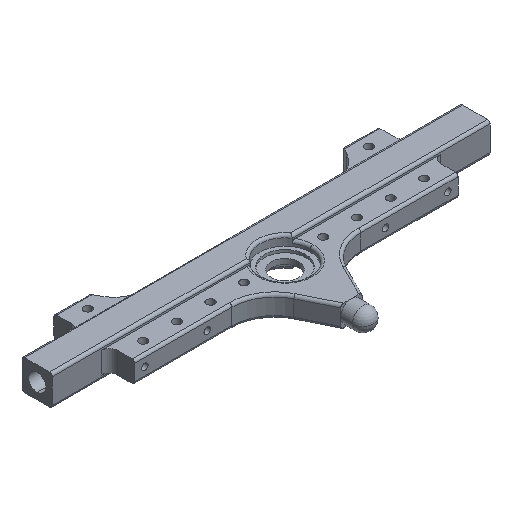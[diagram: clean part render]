
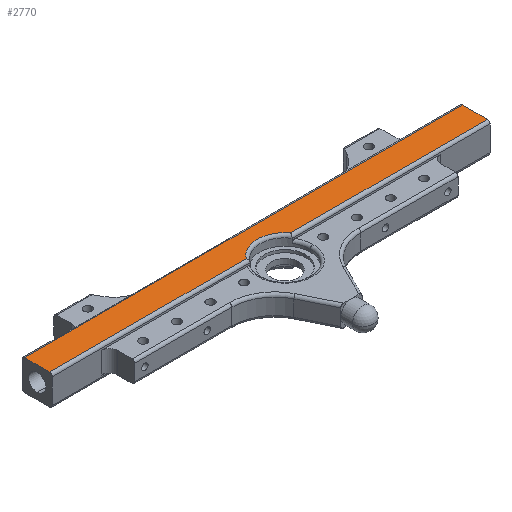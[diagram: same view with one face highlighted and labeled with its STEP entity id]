
A CAD part, isometric view. The second image highlights one B-rep face of the part: STEP entity #2770.
In plain terms, the highlighted planar face has unit normal (0, 0, 1).
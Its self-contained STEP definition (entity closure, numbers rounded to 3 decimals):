
#200 = VECTOR ( 'NONE', #1734, 1000. ) ;
#209 = CARTESIAN_POINT ( 'NONE',  ( 130., 16.413, 9. ) ) ;
#222 = LINE ( 'NONE', #4100, #327 ) ;
#327 = VECTOR ( 'NONE', #2170, 1000. ) ;
#389 = VERTEX_POINT ( 'NONE', #2970 ) ;
#409 = EDGE_LOOP ( 'NONE', ( #1350, #1206, #3319, #880, #492, #3615 ) ) ;
#444 = EDGE_CURVE ( 'NONE', #389, #2639, #3645, .T. ) ;
#468 = EDGE_CURVE ( 'NONE', #3269, #2456, #892, .T. ) ;
#492 = ORIENTED_EDGE ( 'NONE', *, *, #4024, .F. ) ;
#525 = DIRECTION ( 'NONE',  ( 0., 0., -1. ) ) ;
#637 = VECTOR ( 'NONE', #1926, 1000. ) ;
#648 = DIRECTION ( 'NONE',  ( 0., 0., -1. ) ) ;
#880 = ORIENTED_EDGE ( 'NONE', *, *, #3002, .T. ) ;
#892 = LINE ( 'NONE', #209, #200 ) ;
#951 = CARTESIAN_POINT ( 'NONE',  ( -130., 1.587, 9. ) ) ;
#1035 = EDGE_CURVE ( 'NONE', #4067, #389, #222, .T. ) ;
#1067 = CARTESIAN_POINT ( 'NONE',  ( 130., 1.587, 9. ) ) ;
#1197 = FACE_OUTER_BOUND ( 'NONE', #409, .T. ) ;
#1206 = ORIENTED_EDGE ( 'NONE', *, *, #1035, .T. ) ;
#1350 = ORIENTED_EDGE ( 'NONE', *, *, #1656, .T. ) ;
#1377 = AXIS2_PLACEMENT_3D ( 'NONE', #3061, #525, #2417 ) ;
#1430 = CARTESIAN_POINT ( 'NONE',  ( 13.255, 1.587, 9. ) ) ;
#1511 = VECTOR ( 'NONE', #3183, 1000. ) ;
#1573 = DIRECTION ( 'NONE',  ( -1., 0., 0. ) ) ;
#1591 = CARTESIAN_POINT ( 'NONE',  ( 130., 1.587, 9. ) ) ;
#1656 = EDGE_CURVE ( 'NONE', #2456, #4067, #2315, .T. ) ;
#1734 = DIRECTION ( 'NONE',  ( -1., 0., 0. ) ) ;
#1926 = DIRECTION ( 'NONE',  ( 0., -1., 0. ) ) ;
#1950 = VECTOR ( 'NONE', #2034, 1000. ) ;
#2004 = CARTESIAN_POINT ( 'NONE',  ( 130., 16.413, 9. ) ) ;
#2034 = DIRECTION ( 'NONE',  ( 1., 0., 0. ) ) ;
#2040 = CARTESIAN_POINT ( 'NONE',  ( -130., 16.413, 9. ) ) ;
#2170 = DIRECTION ( 'NONE',  ( 1., 0., 0. ) ) ;
#2315 = LINE ( 'NONE', #3226, #637 ) ;
#2397 = VERTEX_POINT ( 'NONE', #1591 ) ;
#2417 = DIRECTION ( 'NONE',  ( -1., 0., 0. ) ) ;
#2456 = VERTEX_POINT ( 'NONE', #2040 ) ;
#2517 = CARTESIAN_POINT ( 'NONE',  ( 130., 0., 9. ) ) ;
#2639 = VERTEX_POINT ( 'NONE', #1430 ) ;
#2770 = ADVANCED_FACE ( 'NONE', ( #1197 ), #4115, .F. ) ;
#2795 = LINE ( 'NONE', #1067, #1950 ) ;
#2970 = CARTESIAN_POINT ( 'NONE',  ( -13.255, 1.587, 9. ) ) ;
#2984 = LINE ( 'NONE', #3146, #1511 ) ;
#3002 = EDGE_CURVE ( 'NONE', #2639, #2397, #2795, .T. ) ;
#3061 = CARTESIAN_POINT ( 'NONE',  ( 0., -8.255, 9. ) ) ;
#3146 = CARTESIAN_POINT ( 'NONE',  ( 130., 0., 9. ) ) ;
#3183 = DIRECTION ( 'NONE',  ( 0., -1., 0. ) ) ;
#3226 = CARTESIAN_POINT ( 'NONE',  ( -130., 0., 9. ) ) ;
#3269 = VERTEX_POINT ( 'NONE', #2004 ) ;
#3319 = ORIENTED_EDGE ( 'NONE', *, *, #444, .T. ) ;
#3348 = AXIS2_PLACEMENT_3D ( 'NONE', #2517, #648, #1573 ) ;
#3615 = ORIENTED_EDGE ( 'NONE', *, *, #468, .T. ) ;
#3645 = CIRCLE ( 'NONE', #1377, 16.51 ) ;
#4024 = EDGE_CURVE ( 'NONE', #3269, #2397, #2984, .T. ) ;
#4067 = VERTEX_POINT ( 'NONE', #951 ) ;
#4100 = CARTESIAN_POINT ( 'NONE',  ( 130., 1.587, 9. ) ) ;
#4115 = PLANE ( 'NONE',  #3348 ) ;
